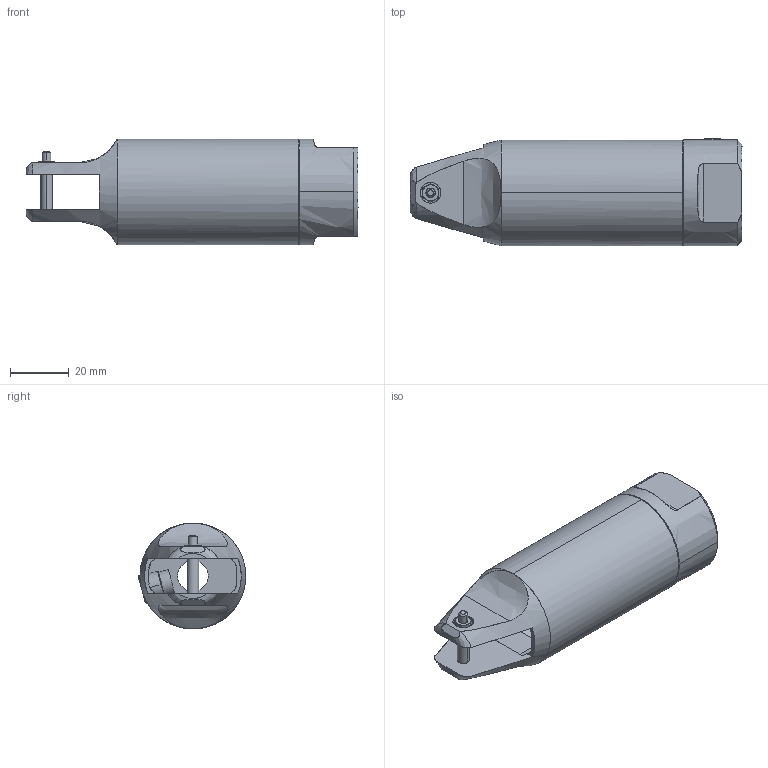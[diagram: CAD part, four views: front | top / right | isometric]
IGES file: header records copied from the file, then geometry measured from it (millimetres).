
Start section: SolidWorks IGES file using analytic representation for surfaces
Global section: file name:; native system: Rhinoceros ( Feb 22 2008 ); preprocessor: Trout Lake IGES 012 Feb 22 2008; date: 080924.035301; units: millimetre
Bounding box: 113 x 36.6 x 36 mm (x, y, z)
Surface area: 15792.2 mm2 (no closed solid volume)
Topology: 0 solids, 0 shells, 130 faces, 2086 edges, 2086 vertices
Faces by surface type: bspline 130
